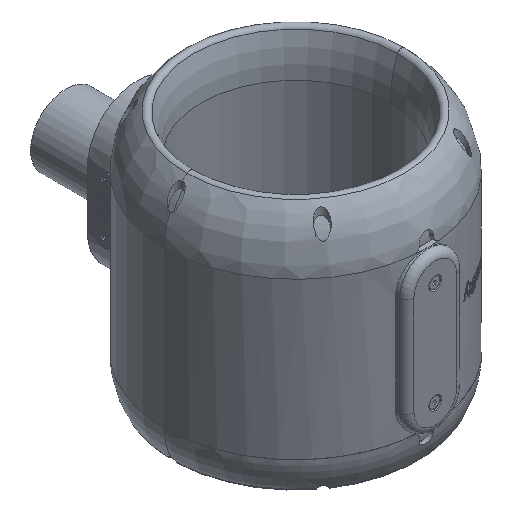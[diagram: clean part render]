
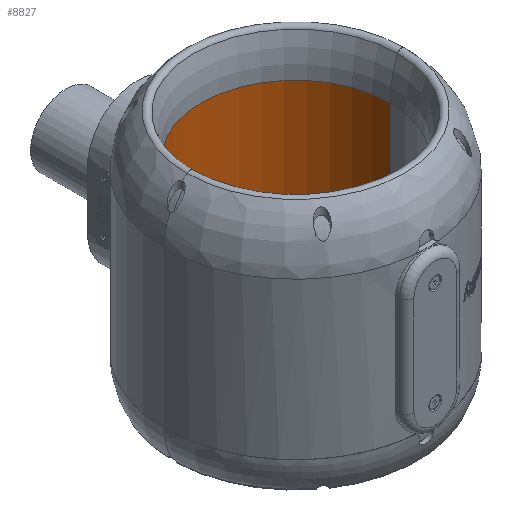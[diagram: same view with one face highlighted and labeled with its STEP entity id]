
A CAD part, isometric view. The second image highlights one B-rep face of the part: STEP entity #8827.
In plain terms, the highlighted cylindrical face has radius 66.5 mm (diameter 133 mm), a partial arc.
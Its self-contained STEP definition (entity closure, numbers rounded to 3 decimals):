
#807 = EDGE_CURVE ( 'NONE', #25951, #12292, #7976, .T. ) ;
#3173 = VECTOR ( 'NONE', #62959, 1000. ) ;
#4932 = ORIENTED_EDGE ( 'NONE', *, *, #15406, .T. ) ;
#5388 = CARTESIAN_POINT ( 'NONE',  ( 153.539, 93.685, 79.486 ) ) ;
#5827 = CARTESIAN_POINT ( 'NONE',  ( 20.539, 93.685, 79.486 ) ) ;
#7976 = CIRCLE ( 'NONE', #58727, 66.5 ) ;
#8827 = ADVANCED_FACE ( 'NONE', ( #69154 ), #20810, .F. ) ;
#9455 = CARTESIAN_POINT ( 'NONE',  ( 20.539, 93.685, 79.486 ) ) ;
#11298 = AXIS2_PLACEMENT_3D ( 'NONE', #61934, #13539, #28418 ) ;
#11547 = CARTESIAN_POINT ( 'NONE',  ( 87.039, 93.685, 198.465 ) ) ;
#12292 = VERTEX_POINT ( 'NONE', #20388 ) ;
#13539 = DIRECTION ( 'NONE',  ( 0., 0., -1. ) ) ;
#15406 = EDGE_CURVE ( 'NONE', #64287, #25951, #20916, .T. ) ;
#15828 = CARTESIAN_POINT ( 'NONE',  ( 87.039, 93.685, 79.486 ) ) ;
#16807 = VECTOR ( 'NONE', #19362, 1000. ) ;
#19362 = DIRECTION ( 'NONE',  ( 0., 0., 1. ) ) ;
#20388 = CARTESIAN_POINT ( 'NONE',  ( 20.539, 93.685, 198.465 ) ) ;
#20810 = CYLINDRICAL_SURFACE ( 'NONE', #51159, 66.5 ) ;
#20916 = LINE ( 'NONE', #5388, #3173 ) ;
#25716 = LINE ( 'NONE', #9455, #16807 ) ;
#25951 = VERTEX_POINT ( 'NONE', #66853 ) ;
#28418 = DIRECTION ( 'NONE',  ( -1., 0., 0. ) ) ;
#33528 = CARTESIAN_POINT ( 'NONE',  ( 153.539, 93.685, 79.486 ) ) ;
#33822 = EDGE_LOOP ( 'NONE', ( #66217, #35089, #4932, #36096 ) ) ;
#35089 = ORIENTED_EDGE ( 'NONE', *, *, #50655, .T. ) ;
#36096 = ORIENTED_EDGE ( 'NONE', *, *, #807, .T. ) ;
#38418 = DIRECTION ( 'NONE',  ( 0., 0., 1. ) ) ;
#40874 = EDGE_CURVE ( 'NONE', #44494, #12292, #25716, .T. ) ;
#44494 = VERTEX_POINT ( 'NONE', #5827 ) ;
#47636 = DIRECTION ( 'NONE',  ( 1., 0., 0. ) ) ;
#48498 = CIRCLE ( 'NONE', #11298, 66.5 ) ;
#50655 = EDGE_CURVE ( 'NONE', #44494, #64287, #48498, .T. ) ;
#51159 = AXIS2_PLACEMENT_3D ( 'NONE', #15828, #57567, #47636 ) ;
#57567 = DIRECTION ( 'NONE',  ( 0., 0., 1. ) ) ;
#58727 = AXIS2_PLACEMENT_3D ( 'NONE', #11547, #38418, #64529 ) ;
#61934 = CARTESIAN_POINT ( 'NONE',  ( 87.039, 93.685, 79.486 ) ) ;
#62959 = DIRECTION ( 'NONE',  ( 0., 0., 1. ) ) ;
#64287 = VERTEX_POINT ( 'NONE', #33528 ) ;
#64529 = DIRECTION ( 'NONE',  ( 1., 0., 0. ) ) ;
#66217 = ORIENTED_EDGE ( 'NONE', *, *, #40874, .F. ) ;
#66853 = CARTESIAN_POINT ( 'NONE',  ( 153.539, 93.685, 198.465 ) ) ;
#69154 = FACE_OUTER_BOUND ( 'NONE', #33822, .T. ) ;
